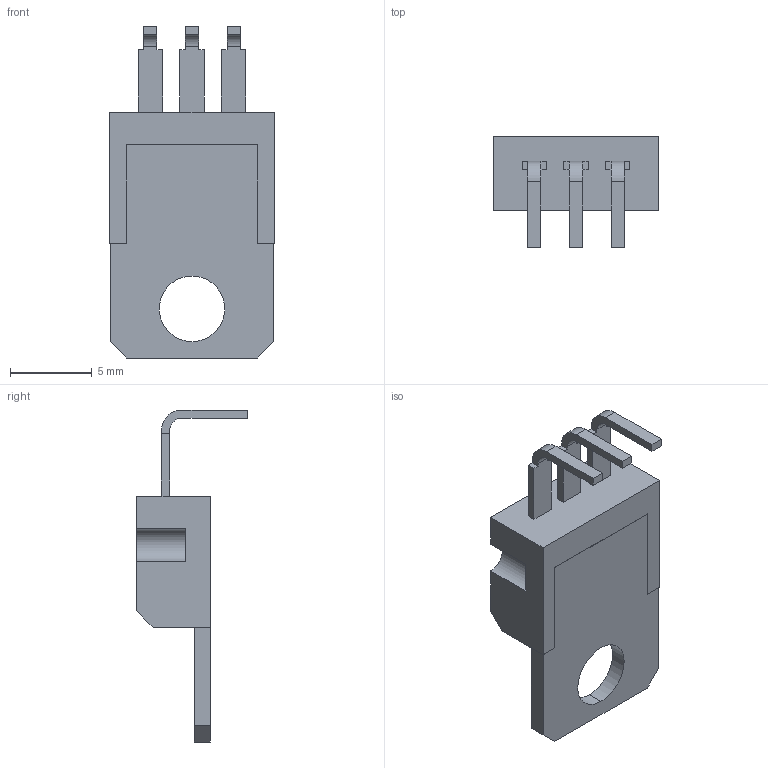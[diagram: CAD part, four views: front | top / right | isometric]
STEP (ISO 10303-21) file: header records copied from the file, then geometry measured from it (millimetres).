
FILE_DESCRIPTION (( 'STEP AP214' ), '1' );
FILE_NAME ('TO-220_correct_angle.STEP', '2017-01-25T12:21:37', ( '' ), ( '' ), 'SwSTEP 2.0', 'SolidWorks 2013', '' );
FILE_SCHEMA (( 'AUTOMOTIVE_DESIGN' ));
Length unit declared in the file: millimetre
Products named in the file (1): TO-220_correct_angle
Bounding box: 10.02 x 6.77 x 20.25 mm (x, y, z)
Volume: 418.6 mm3; surface area: 552.2 mm2
Topology: 1 solids, 1 shells, 165 faces, 456 edges, 304 vertices
Faces by surface type: plane 79, bspline 76, cylinder 10
Entity records: 9257 total; most frequent: CARTESIAN_POINT 3714, ORIENTED_EDGE 912, DIRECTION 504, EDGE_CURVE 456, VERTEX_POINT 304, LINE 284, VECTOR 284, EDGE_LOOP 178
